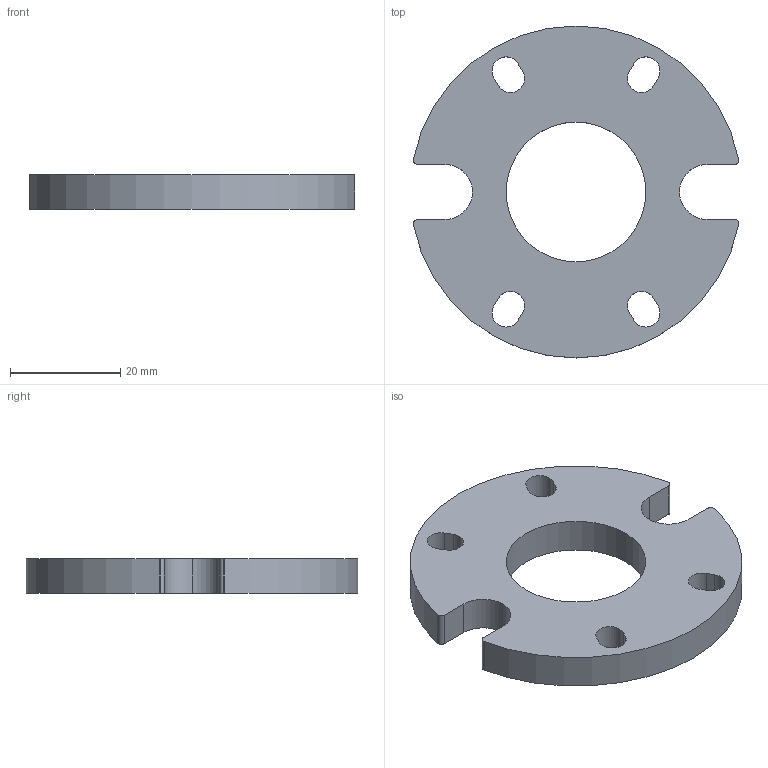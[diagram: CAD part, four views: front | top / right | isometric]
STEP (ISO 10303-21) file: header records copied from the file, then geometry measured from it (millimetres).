
FILE_DESCRIPTION (( 'STEP AP214' ), '1' );
FILE_NAME ('WCP-0201.step', '2024-06-11T19:53:30', ( '' ), ( '' ), 'SwSTEP 2.0', 'SolidWorks 2022', '' );
FILE_SCHEMA (( 'AUTOMOTIVE_DESIGN' ));
Length unit declared in the file: inch
Products named in the file (1): WCP-0201
Bounding box: 59.17 x 60.33 x 6.35 mm (x, y, z)
Volume: 12913 mm3; surface area: 6474.8 mm2
Topology: 1 solids, 1 shells, 39 faces, 111 edges, 74 vertices
Faces by surface type: cylinder 25, plane 14
Entity records: 1355 total; most frequent: DIRECTION 241, CARTESIAN_POINT 225, ORIENTED_EDGE 222, EDGE_CURVE 111, AXIS2_PLACEMENT_3D 90, VERTEX_POINT 74, VECTOR 61, LINE 61
